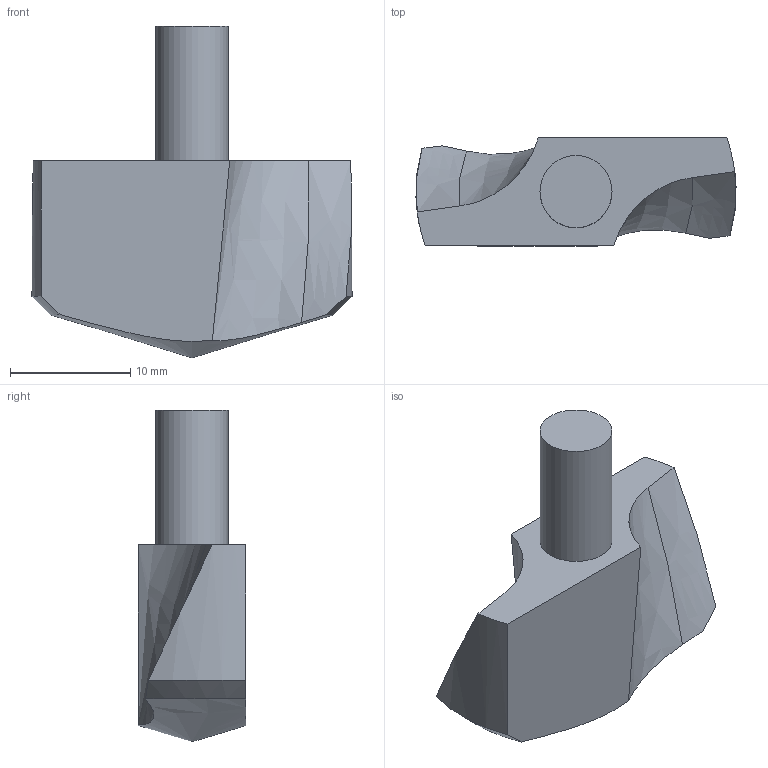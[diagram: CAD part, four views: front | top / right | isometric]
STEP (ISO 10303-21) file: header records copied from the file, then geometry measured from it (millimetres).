
FILE_DESCRIPTION(/* description */ (''),/* implementation_level */ '2;1');
FILE_NAME(/* name */ '8000_1_3d.stp',/* time_stamp */ '2018-05-04T12:11:58+02:00',/* author */ (''),/* organization */ ('SMS'),/* preprocessor_version */ 'ST-DEVELOPER v15',/* originating_system */ 'SIEMENS PLM Software NX 8.5',/* authorisation */ '');
FILE_SCHEMA (('AUTOMOTIVE_DESIGN { 1 0 10303 214 3 1 1 1 }'));
Length unit declared in the file: millimetre
Products named in the file (1): 8000_1_3D
Bounding box: 26.64 x 8.97 x 27.6 mm (x, y, z)
Volume: 2862.7 mm3; surface area: 1473.9 mm2
Topology: 1 solids, 1 shells, 14 faces, 37 edges, 25 vertices
Faces by surface type: plane 4, bspline 4, cone 3, cylinder 3
Full cylindrical faces by diameter (mm): 6 x1
Entity records: 2234 total; most frequent: CARTESIAN_POINT 1899, ORIENTED_EDGE 64, DIRECTION 48, EDGE_CURVE 32, VERTEX_POINT 23, AXIS2_PLACEMENT_3D 22, B_SPLINE_CURVE_WITH_KNOTS 19, EDGE_LOOP 16
